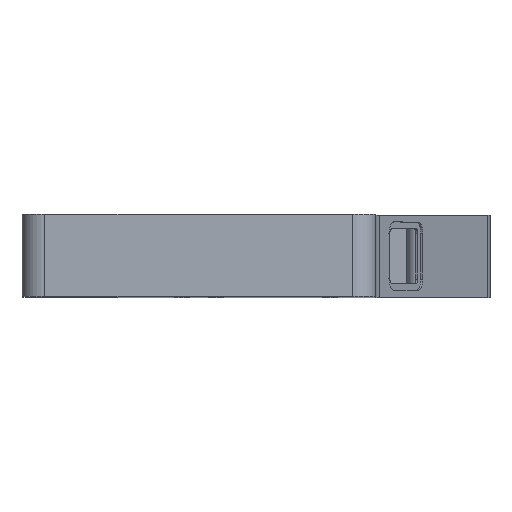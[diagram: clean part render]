
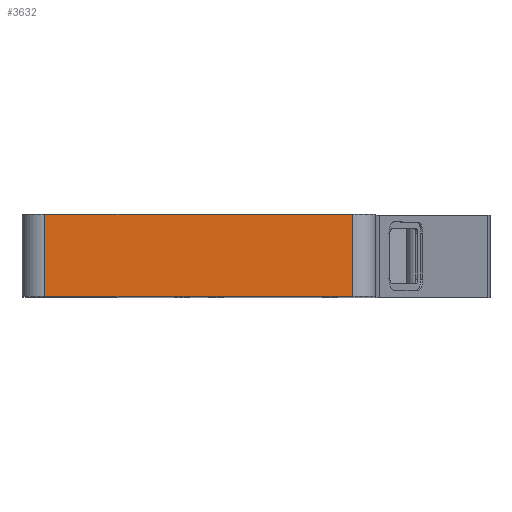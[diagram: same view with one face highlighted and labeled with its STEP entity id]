
A CAD part, top view. The second image highlights one B-rep face of the part: STEP entity #3632.
In plain terms, the highlighted planar face has unit normal (0, 0, 1).
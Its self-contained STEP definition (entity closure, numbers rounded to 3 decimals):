
#138 = ORIENTED_EDGE ( 'NONE', *, *, #1179, .F. ) ;
#250 = EDGE_LOOP ( 'NONE', ( #3291, #3093, #138, #2629 ) ) ;
#440 = DIRECTION ( 'NONE',  ( 0., 0., 1. ) ) ;
#638 = VERTEX_POINT ( 'NONE', #5048 ) ;
#962 = CARTESIAN_POINT ( 'NONE',  ( -67.5, -17., 85. ) ) ;
#1143 = VECTOR ( 'NONE', #1151, 1000. ) ;
#1151 = DIRECTION ( 'NONE',  ( 0., 1., 0. ) ) ;
#1179 = EDGE_CURVE ( 'NONE', #5145, #4029, #3647, .T. ) ;
#1217 = EDGE_CURVE ( 'NONE', #638, #5145, #4114, .T. ) ;
#2187 = DIRECTION ( 'NONE',  ( -1., 0., 0. ) ) ;
#2226 = VECTOR ( 'NONE', #2187, 1000. ) ;
#2408 = DIRECTION ( 'NONE',  ( 1., 0., 0. ) ) ;
#2489 = CARTESIAN_POINT ( 'NONE',  ( -67.5, 17., 85. ) ) ;
#2629 = ORIENTED_EDGE ( 'NONE', *, *, #1217, .F. ) ;
#3061 = CARTESIAN_POINT ( 'NONE',  ( -67.5, -19., 85. ) ) ;
#3093 = ORIENTED_EDGE ( 'NONE', *, *, #3943, .F. ) ;
#3291 = ORIENTED_EDGE ( 'NONE', *, *, #4689, .T. ) ;
#3632 = ADVANCED_FACE ( 'NONE', ( #6291 ), #4973, .T. ) ;
#3647 = LINE ( 'NONE', #5154, #3891 ) ;
#3891 = VECTOR ( 'NONE', #4596, 1000. ) ;
#3943 = EDGE_CURVE ( 'NONE', #4029, #3992, #6176, .T. ) ;
#3992 = VERTEX_POINT ( 'NONE', #5572 ) ;
#4029 = VERTEX_POINT ( 'NONE', #2489 ) ;
#4110 = LINE ( 'NONE', #4137, #1143 ) ;
#4114 = LINE ( 'NONE', #4224, #2226 ) ;
#4137 = CARTESIAN_POINT ( 'NONE',  ( 67.5, -17., 85. ) ) ;
#4224 = CARTESIAN_POINT ( 'NONE',  ( 67.5, -19., 85. ) ) ;
#4360 = AXIS2_PLACEMENT_3D ( 'NONE', #962, #440, #5908 ) ;
#4596 = DIRECTION ( 'NONE',  ( 0., 1., 0. ) ) ;
#4689 = EDGE_CURVE ( 'NONE', #638, #3992, #4110, .T. ) ;
#4973 = PLANE ( 'NONE',  #4360 ) ;
#5048 = CARTESIAN_POINT ( 'NONE',  ( 67.5, -19., 85. ) ) ;
#5145 = VERTEX_POINT ( 'NONE', #3061 ) ;
#5154 = CARTESIAN_POINT ( 'NONE',  ( -67.5, -17., 85. ) ) ;
#5451 = CARTESIAN_POINT ( 'NONE',  ( -67.5, 17., 85. ) ) ;
#5572 = CARTESIAN_POINT ( 'NONE',  ( 67.5, 17., 85. ) ) ;
#5908 = DIRECTION ( 'NONE',  ( 1., 0., 0. ) ) ;
#6023 = VECTOR ( 'NONE', #2408, 1000. ) ;
#6176 = LINE ( 'NONE', #5451, #6023 ) ;
#6291 = FACE_OUTER_BOUND ( 'NONE', #250, .T. ) ;
